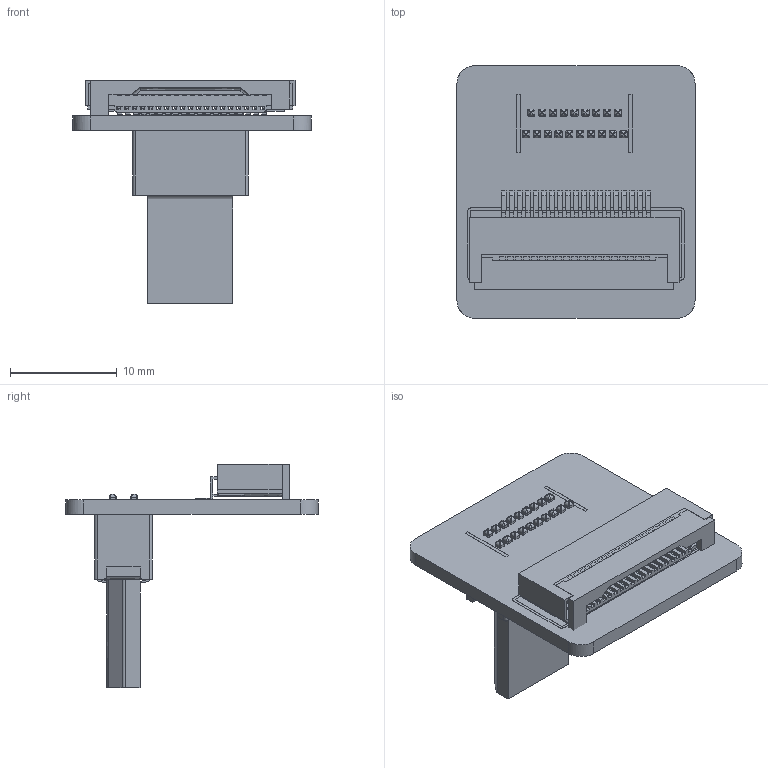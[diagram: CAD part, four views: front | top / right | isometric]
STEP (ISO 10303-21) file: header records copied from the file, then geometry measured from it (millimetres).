
FILE_DESCRIPTION(('FreeCAD Model'),'2;1');
FILE_NAME('Open CASCADE Shape Model','2025-04-30T10:28:50',('FreeCAD'),( 'FreeCAD'),'Open CASCADE STEP processor 7.6','FreeCAD','Unknown');
FILE_SCHEMA(('AUTOMOTIVE_DESIGN { 1 0 10303 214 1 1 1 1 }'));
Products named in the file (1): Open CASCADE STEP translator 7.6 1
Bounding box: 22.35 x 23.7 x 20.94 mm (x, y, z)
Volume: 1485.9 mm3; surface area: 3874.6 mm2
Topology: 3 solids, 3 shells, 1436 faces, 4096 edges, 2572 vertices
Faces by surface type: bspline 1436
Entity records: 42589 total; most frequent: CARTESIAN_POINT 19133, ORIENTED_EDGE 8040, EDGE_CURVE 4020, B_SPLINE_CURVE_WITH_KNOTS 3242, VERTEX_POINT 2572, FACE_BOUND 1540, EDGE_LOOP 1540, ADVANCED_FACE 1436
